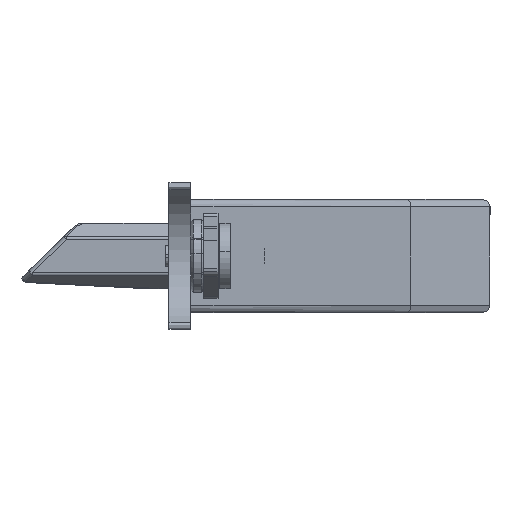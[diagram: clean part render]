
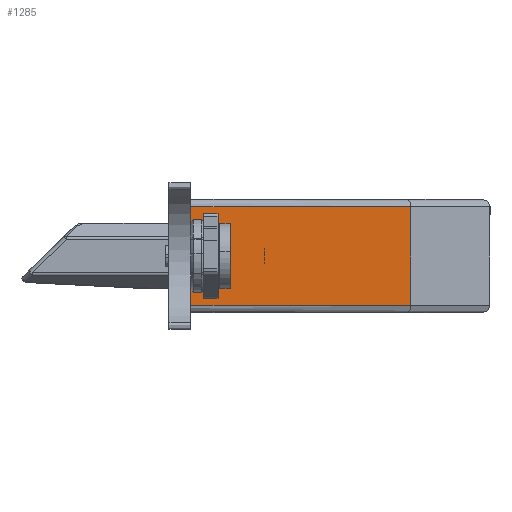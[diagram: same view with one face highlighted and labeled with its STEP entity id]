
A CAD part, front view. The second image highlights one B-rep face of the part: STEP entity #1285.
In plain terms, the highlighted face is planar.
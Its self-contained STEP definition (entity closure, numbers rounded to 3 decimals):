
#891 = VERTEX_POINT ( 'NONE', #7953 ) ;
#1221 = EDGE_CURVE ( 'NONE', #4610, #891, #9442, .T. ) ;
#1266 = LINE ( 'NONE', #7462, #5842 ) ;
#1285 = ADVANCED_FACE ( 'NONE', ( #3974 ), #8582, .T. ) ;
#1577 = DIRECTION ( 'NONE',  ( 0., 0., 1. ) ) ;
#2191 = VECTOR ( 'NONE', #2611, 1000. ) ;
#2541 = DIRECTION ( 'NONE',  ( -1., 0., 0. ) ) ;
#2545 = EDGE_CURVE ( 'NONE', #4610, #4565, #8803, .T. ) ;
#2611 = DIRECTION ( 'NONE',  ( 0., -1., 0. ) ) ;
#2820 = CARTESIAN_POINT ( 'NONE',  ( -33.75, -41.5, -6.75 ) ) ;
#3517 = EDGE_CURVE ( 'NONE', #6017, #891, #9421, .T. ) ;
#3974 = FACE_OUTER_BOUND ( 'NONE', #4986, .T. ) ;
#4179 = ORIENTED_EDGE ( 'NONE', *, *, #3517, .T. ) ;
#4399 = DIRECTION ( 'NONE',  ( 0., 0., 1. ) ) ;
#4565 = VERTEX_POINT ( 'NONE', #5214 ) ;
#4610 = VERTEX_POINT ( 'NONE', #6900 ) ;
#4717 = CARTESIAN_POINT ( 'NONE',  ( -33.75, -41.5, -7.75 ) ) ;
#4878 = DIRECTION ( 'NONE',  ( 0., 0., 1. ) ) ;
#4986 = EDGE_LOOP ( 'NONE', ( #8935, #5802, #6595, #4179 ) ) ;
#5214 = CARTESIAN_POINT ( 'NONE',  ( -33.75, -30.7, -6.75 ) ) ;
#5584 = CARTESIAN_POINT ( 'NONE',  ( -33.75, -0.7, -7.75 ) ) ;
#5802 = ORIENTED_EDGE ( 'NONE', *, *, #2545, .T. ) ;
#5842 = VECTOR ( 'NONE', #4399, 1000. ) ;
#5890 = VECTOR ( 'NONE', #1577, 1000. ) ;
#6017 = VERTEX_POINT ( 'NONE', #8544 ) ;
#6595 = ORIENTED_EDGE ( 'NONE', *, *, #8562, .T. ) ;
#6900 = CARTESIAN_POINT ( 'NONE',  ( -33.75, -0.7, -6.75 ) ) ;
#7462 = CARTESIAN_POINT ( 'NONE',  ( -33.75, -30.7, -7.75 ) ) ;
#7559 = VECTOR ( 'NONE', #8710, 1000. ) ;
#7953 = CARTESIAN_POINT ( 'NONE',  ( -33.75, -0.7, 6.75 ) ) ;
#8544 = CARTESIAN_POINT ( 'NONE',  ( -33.75, -30.7, 6.75 ) ) ;
#8562 = EDGE_CURVE ( 'NONE', #4565, #6017, #1266, .T. ) ;
#8582 = PLANE ( 'NONE',  #9106 ) ;
#8710 = DIRECTION ( 'NONE',  ( 0., 1., 0. ) ) ;
#8803 = LINE ( 'NONE', #2820, #2191 ) ;
#8935 = ORIENTED_EDGE ( 'NONE', *, *, #1221, .F. ) ;
#9106 = AXIS2_PLACEMENT_3D ( 'NONE', #4717, #2541, #4878 ) ;
#9421 = LINE ( 'NONE', #9469, #7559 ) ;
#9442 = LINE ( 'NONE', #5584, #5890 ) ;
#9469 = CARTESIAN_POINT ( 'NONE',  ( -33.75, -0.7, 6.75 ) ) ;
